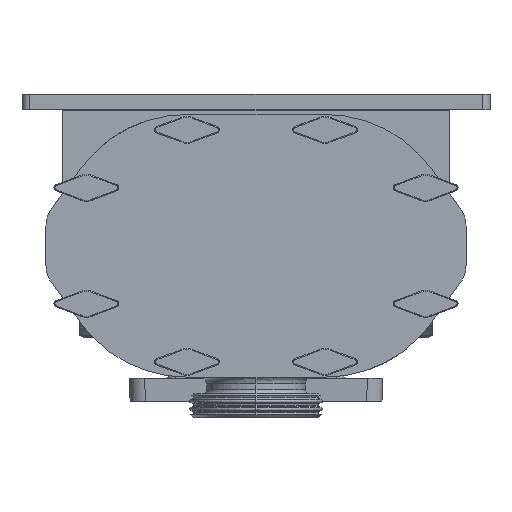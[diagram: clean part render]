
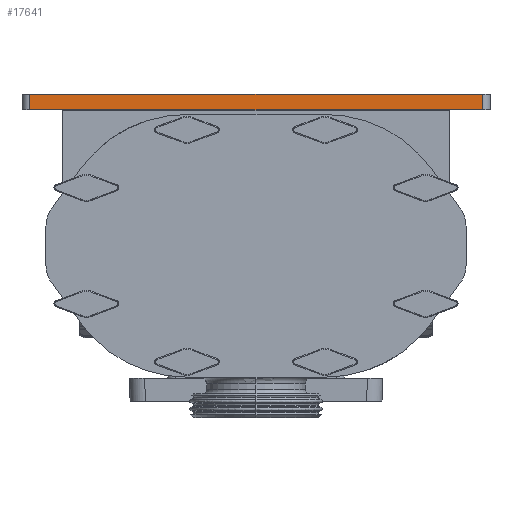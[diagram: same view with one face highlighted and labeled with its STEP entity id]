
A CAD part, left-side view. The second image highlights one B-rep face of the part: STEP entity #17641.
In plain terms, the highlighted planar face has unit normal (-1, 0, 0).
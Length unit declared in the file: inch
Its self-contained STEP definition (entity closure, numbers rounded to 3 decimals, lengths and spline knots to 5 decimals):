
#2055 = VERTEX_POINT ( 'NONE', #14766 ) ;
#5325 = VECTOR ( 'NONE', #42662, 39.37008 ) ;
#12667 = LINE ( 'NONE', #44009, #44402 ) ;
#13667 = EDGE_LOOP ( 'NONE', ( #38526, #46068, #52097, #43881 ) ) ;
#14248 = VERTEX_POINT ( 'NONE', #24771 ) ;
#14328 = DIRECTION ( 'NONE',  ( -1., 0., 0. ) ) ;
#14766 = CARTESIAN_POINT ( 'NONE',  ( -4.34, -7.375, -4.4375 ) ) ;
#16631 = DIRECTION ( 'NONE',  ( 0., -1., 0. ) ) ;
#17641 = ADVANCED_FACE ( 'NONE', ( #30766 ), #47784, .T. ) ;
#19326 = VECTOR ( 'NONE', #48776, 39.37008 ) ;
#20105 = LINE ( 'NONE', #40550, #19326 ) ;
#21638 = AXIS2_PLACEMENT_3D ( 'NONE', #27318, #14328, #23077 ) ;
#23077 = DIRECTION ( 'NONE',  ( 0., -1., 0. ) ) ;
#23752 = LINE ( 'NONE', #31710, #5325 ) ;
#24771 = CARTESIAN_POINT ( 'NONE',  ( -4.34, 7.375, -4.4375 ) ) ;
#27318 = CARTESIAN_POINT ( 'NONE',  ( -4.34, 7.375, -6. ) ) ;
#29190 = CARTESIAN_POINT ( 'NONE',  ( -4.34, 7.375, -4.9375 ) ) ;
#30464 = VECTOR ( 'NONE', #46499, 39.37008 ) ;
#30766 = FACE_OUTER_BOUND ( 'NONE', #13667, .T. ) ;
#31128 = EDGE_CURVE ( 'NONE', #34652, #14248, #23752, .T. ) ;
#31710 = CARTESIAN_POINT ( 'NONE',  ( -4.34, 7.375, -6. ) ) ;
#32242 = EDGE_CURVE ( 'NONE', #14248, #2055, #12667, .T. ) ;
#34553 = LINE ( 'NONE', #50226, #30464 ) ;
#34652 = VERTEX_POINT ( 'NONE', #29190 ) ;
#38526 = ORIENTED_EDGE ( 'NONE', *, *, #31128, .F. ) ;
#39694 = EDGE_CURVE ( 'NONE', #50193, #34652, #20105, .T. ) ;
#40550 = CARTESIAN_POINT ( 'NONE',  ( -4.34, 0., -4.9375 ) ) ;
#42662 = DIRECTION ( 'NONE',  ( 0., 0., 1. ) ) ;
#43881 = ORIENTED_EDGE ( 'NONE', *, *, #32242, .F. ) ;
#44009 = CARTESIAN_POINT ( 'NONE',  ( -4.34, -7., -4.4375 ) ) ;
#44402 = VECTOR ( 'NONE', #16631, 39.37008 ) ;
#46068 = ORIENTED_EDGE ( 'NONE', *, *, #39694, .F. ) ;
#46499 = DIRECTION ( 'NONE',  ( 0., 0., 1. ) ) ;
#47784 = PLANE ( 'NONE',  #21638 ) ;
#48776 = DIRECTION ( 'NONE',  ( 0., 1., 0. ) ) ;
#50193 = VERTEX_POINT ( 'NONE', #52512 ) ;
#50226 = CARTESIAN_POINT ( 'NONE',  ( -4.34, -7.375, -6. ) ) ;
#51902 = EDGE_CURVE ( 'NONE', #50193, #2055, #34553, .T. ) ;
#52097 = ORIENTED_EDGE ( 'NONE', *, *, #51902, .T. ) ;
#52512 = CARTESIAN_POINT ( 'NONE',  ( -4.34, -7.375, -4.9375 ) ) ;
